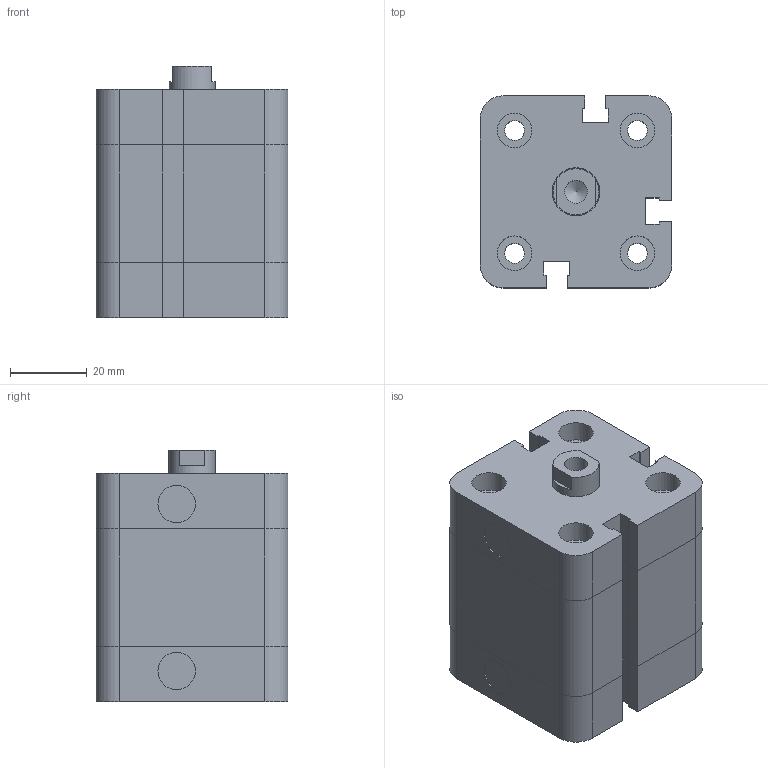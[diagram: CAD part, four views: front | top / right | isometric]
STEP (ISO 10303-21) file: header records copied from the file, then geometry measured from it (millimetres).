
FILE_DESCRIPTION(/* description */ (''),/* implementation_level */ '2;1');
FILE_NAME(/* name */ 'nxe_32-15.stp',/* time_stamp */ '2017-01-24T16:19:55+01:00',/* author */ ('hamoud'),/* organization */ (''),/* preprocessor_version */ 'ST-DEVELOPER v15.6',/* originating_system */ 'Autodesk Inventor LT ',/* authorisation */ '');
FILE_SCHEMA (('AUTOMOTIVE_DESIGN { 1 0 10303 214 3 1 1 }'));
Length unit declared in the file: millimetre
Products named in the file (1): NXE-032-015-010-Airtec
Bounding box: 50 x 50 x 65.5 mm (x, y, z)
Volume: 133182.1 mm3; surface area: 34647.8 mm2
Topology: 4 solids, 4 shells, 146 faces, 381 edges, 254 vertices
Faces by surface type: plane 107, cylinder 38, cone 1
Full cylindrical faces by diameter (mm): 5.2 x8, 6 x6, 9 x8, 9.73 x2, 12 x1, 12.5 x1
Entity records: 4375 total; most frequent: CARTESIAN_POINT 749, DIRECTION 724, ORIENTED_EDGE 702, EDGE_CURVE 351, LINE 272, VECTOR 272, VERTEX_POINT 251, AXIS2_PLACEMENT_3D 226
